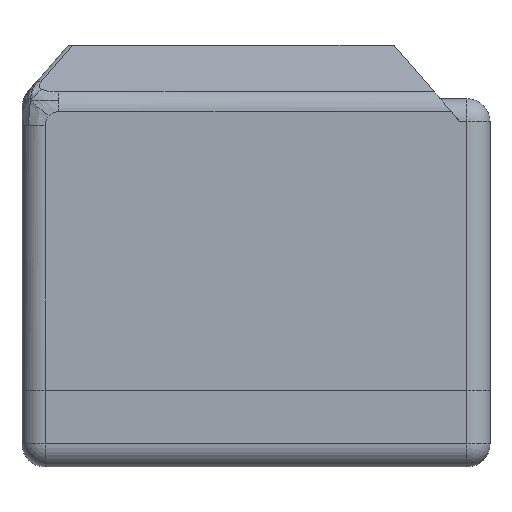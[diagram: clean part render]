
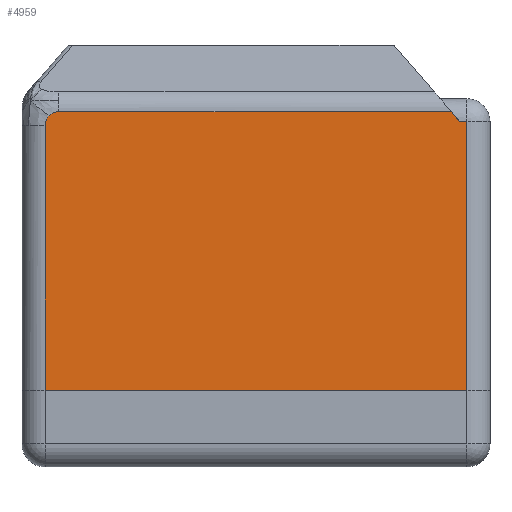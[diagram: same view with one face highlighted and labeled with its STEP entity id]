
A CAD part, left-side view. The second image highlights one B-rep face of the part: STEP entity #4959.
In plain terms, the highlighted planar face has unit normal (-1, 0, 0).
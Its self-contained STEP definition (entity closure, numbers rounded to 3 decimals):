
#249=PLANE('',#5294);
#479=LINE('',#9629,#866);
#507=LINE('',#9912,#894);
#516=LINE('',#10047,#903);
#521=LINE('',#10057,#908);
#522=LINE('',#10059,#909);
#523=LINE('',#10060,#910);
#866=VECTOR('',#5972,10.);
#894=VECTOR('',#6118,10.);
#903=VECTOR('',#6147,10.);
#908=VECTOR('',#6158,10.);
#909=VECTOR('',#6159,10.);
#910=VECTOR('',#6160,10.);
#1207=FACE_OUTER_BOUND('',#1514,.T.);
#1514=EDGE_LOOP('',(#3991,#3992,#3993,#3994,#3995,#3996,#3997,#3998));
#1704=CIRCLE('',#5148,1.804);
#1707=CIRCLE('',#5151,1.804);
#2067=VERTEX_POINT('',#8173);
#2068=VERTEX_POINT('',#8180);
#2070=VERTEX_POINT('',#8247);
#2261=VERTEX_POINT('',#9626);
#2262=VERTEX_POINT('',#9628);
#2313=VERTEX_POINT('',#9908);
#2322=VERTEX_POINT('',#10056);
#2323=VERTEX_POINT('',#10058);
#2557=EDGE_CURVE('',#2067,#2068,#1704,.T.);
#2561=EDGE_CURVE('',#2070,#2067,#1707,.T.);
#2837=EDGE_CURVE('',#2261,#2262,#479,.T.);
#2909=EDGE_CURVE('',#2068,#2313,#507,.T.);
#2923=EDGE_CURVE('',#2262,#2070,#516,.T.);
#2928=EDGE_CURVE('',#2322,#2261,#521,.T.);
#2929=EDGE_CURVE('',#2323,#2322,#522,.T.);
#2930=EDGE_CURVE('',#2313,#2323,#523,.T.);
#3991=ORIENTED_EDGE('',*,*,#2909,.F.);
#3992=ORIENTED_EDGE('',*,*,#2557,.F.);
#3993=ORIENTED_EDGE('',*,*,#2561,.F.);
#3994=ORIENTED_EDGE('',*,*,#2923,.F.);
#3995=ORIENTED_EDGE('',*,*,#2837,.F.);
#3996=ORIENTED_EDGE('',*,*,#2928,.F.);
#3997=ORIENTED_EDGE('',*,*,#2929,.F.);
#3998=ORIENTED_EDGE('',*,*,#2930,.F.);
#4959=ADVANCED_FACE('',(#1207),#249,.T.);
#5148=AXIS2_PLACEMENT_3D('',#8181,#5641,#5642);
#5151=AXIS2_PLACEMENT_3D('',#8249,#5647,#5648);
#5294=AXIS2_PLACEMENT_3D('',#10055,#6156,#6157);
#5641=DIRECTION('center_axis',(1.,0.,0.));
#5642=DIRECTION('ref_axis',(0.,0.707,0.707));
#5647=DIRECTION('center_axis',(1.,0.,0.));
#5648=DIRECTION('ref_axis',(0.,0.707,0.707));
#5972=DIRECTION('',(0.,1.,0.));
#6118=DIRECTION('',(0.,-1.,0.));
#6147=DIRECTION('',(0.,0.,1.));
#6156=DIRECTION('center_axis',(-1.,0.,0.));
#6157=DIRECTION('ref_axis',(0.,0.,1.));
#6158=DIRECTION('',(0.,0.,-1.));
#6159=DIRECTION('',(0.,-1.,0.));
#6160=DIRECTION('',(0.,-0.651,-0.759));
#8173=CARTESIAN_POINT('',(-24.,54.472,21.786));
#8180=CARTESIAN_POINT('',(-24.,53.196,22.314));
#8181=CARTESIAN_POINT('Origin',(-24.,53.196,20.51));
#8247=CARTESIAN_POINT('',(-24.,55.,20.51));
#8249=CARTESIAN_POINT('Origin',(-24.,53.196,20.51));
#9626=CARTESIAN_POINT('',(-24.,0.,-14.));
#9628=CARTESIAN_POINT('',(-24.,55.,-14.));
#9629=CARTESIAN_POINT('',(-24.,0.,-14.));
#9908=CARTESIAN_POINT('',(-24.,2.055,22.314));
#9912=CARTESIAN_POINT('',(-24.,29.,22.314));
#10047=CARTESIAN_POINT('',(-24.,55.,-10.5));
#10055=CARTESIAN_POINT('Origin',(-24.,0.,-21.));
#10056=CARTESIAN_POINT('',(-24.,0.,21.));
#10057=CARTESIAN_POINT('',(-24.,0.,-10.5));
#10058=CARTESIAN_POINT('',(-24.,0.929,21.));
#10059=CARTESIAN_POINT('',(-24.,0.,21.));
#10060=CARTESIAN_POINT('',(-24.,-8.359,10.165));
